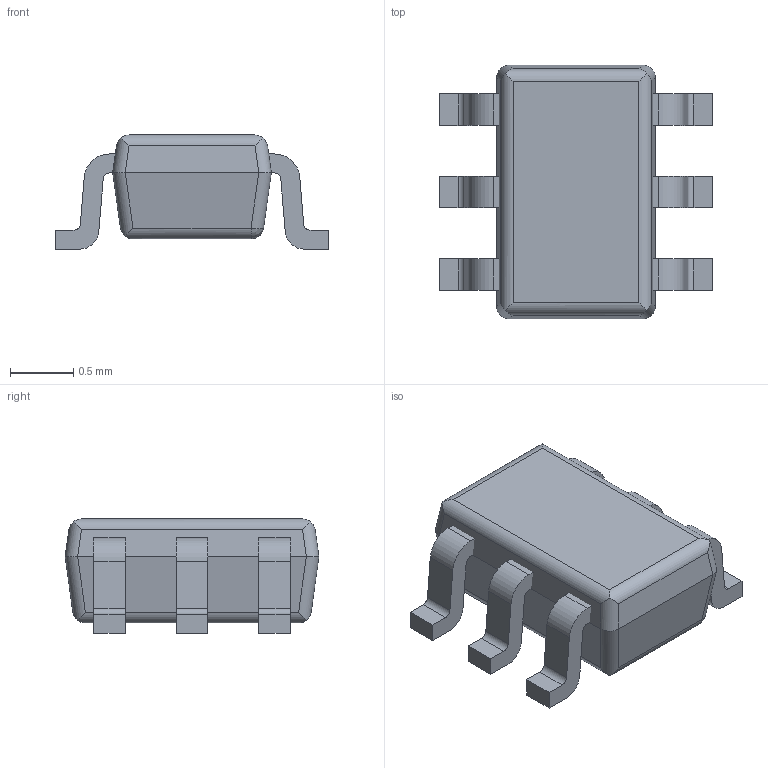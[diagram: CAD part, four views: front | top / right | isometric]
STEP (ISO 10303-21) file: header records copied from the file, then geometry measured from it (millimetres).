
FILE_DESCRIPTION (( 'STEP AP203' ), '1' );
FILE_NAME ('3D SOT-363.STEP', '2023-07-10T06:40:20', ( '' ), ( '' ), 'SwSTEP 2.0', 'SolidWorks 2022', '' );
FILE_SCHEMA (( 'CONFIG_CONTROL_DESIGN' ));
Length unit declared in the file: millimetre
Products named in the file (1): 3D SOT-363
Bounding box: 2.15 x 2 x 0.9 mm (x, y, z)
Volume: 2.3 mm3; surface area: 18.2 mm2
Topology: 7 solids, 7 shells, 167 faces, 448 edges, 295 vertices
Faces by surface type: plane 102, cylinder 64, bspline 1
Entity records: 5269 total; most frequent: CARTESIAN_POINT 1001, ORIENTED_EDGE 896, DIRECTION 856, EDGE_CURVE 448, VECTOR 324, LINE 324, VERTEX_POINT 295, AXIS2_PLACEMENT_3D 266
